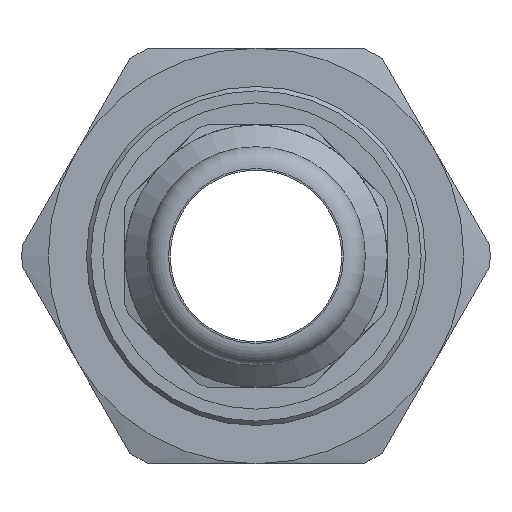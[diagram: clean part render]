
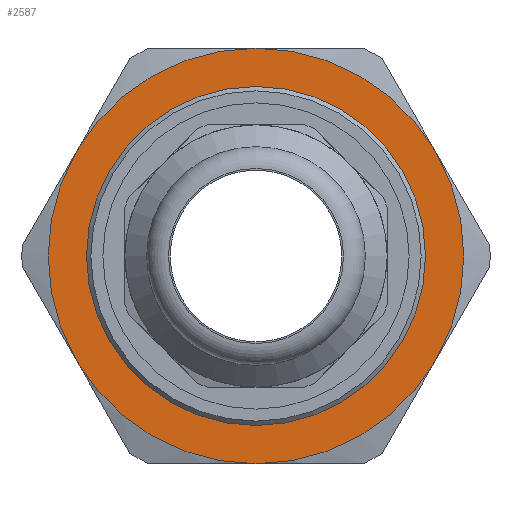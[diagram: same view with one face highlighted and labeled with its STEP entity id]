
A CAD part, left-side view. The second image highlights one B-rep face of the part: STEP entity #2587.
In plain terms, the highlighted planar face has unit normal (-1, 0, 0).
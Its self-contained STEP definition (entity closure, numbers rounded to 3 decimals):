
#1429=CARTESIAN_POINT('',(23.5,8.227,4.75));
#1430=VERTEX_POINT('',#1429);
#1513=CARTESIAN_POINT('',(23.5,8.227,-4.75));
#1514=VERTEX_POINT('',#1513);
#1597=CARTESIAN_POINT('',(23.5,0.,-9.5));
#1598=VERTEX_POINT('',#1597);
#1681=CARTESIAN_POINT('',(23.5,-8.227,-4.75));
#1682=VERTEX_POINT('',#1681);
#1765=CARTESIAN_POINT('',(23.5,-8.227,4.75));
#1766=VERTEX_POINT('',#1765);
#2126=CARTESIAN_POINT('',(23.5,0.0,9.5));
#2127=VERTEX_POINT('',#2126);
#2128=CARTESIAN_POINT('',(23.5,0.0,0.0));
#2129=DIRECTION('',(1.0,0.0,0.0));
#2130=DIRECTION('',(0.0,1.0,0.0));
#2131=AXIS2_PLACEMENT_3D('',#2128,#2129,#2130);
#2132=CIRCLE('',#2131,9.5);
#2133=EDGE_CURVE('',#1430,#2127,#2132,.T.);
#2172=CARTESIAN_POINT('',(23.5,0.0,0.0));
#2173=DIRECTION('',(1.0,0.0,0.0));
#2174=DIRECTION('',(0.0,1.0,0.0));
#2175=AXIS2_PLACEMENT_3D('',#2172,#2173,#2174);
#2176=CIRCLE('',#2175,9.5);
#2177=EDGE_CURVE('',#2127,#1766,#2176,.T.);
#2190=CARTESIAN_POINT('',(23.5,0.0,0.0));
#2191=DIRECTION('',(1.0,0.0,0.0));
#2192=DIRECTION('',(0.0,1.0,0.0));
#2193=AXIS2_PLACEMENT_3D('',#2190,#2191,#2192);
#2194=CIRCLE('',#2193,9.5);
#2195=EDGE_CURVE('',#1766,#1682,#2194,.T.);
#2208=CARTESIAN_POINT('',(23.5,0.0,0.0));
#2209=DIRECTION('',(1.0,0.0,0.0));
#2210=DIRECTION('',(0.0,1.0,0.0));
#2211=AXIS2_PLACEMENT_3D('',#2208,#2209,#2210);
#2212=CIRCLE('',#2211,9.5);
#2213=EDGE_CURVE('',#1682,#1598,#2212,.T.);
#2226=CARTESIAN_POINT('',(23.5,0.0,0.0));
#2227=DIRECTION('',(1.0,0.0,0.0));
#2228=DIRECTION('',(0.0,1.0,0.0));
#2229=AXIS2_PLACEMENT_3D('',#2226,#2227,#2228);
#2230=CIRCLE('',#2229,9.5);
#2231=EDGE_CURVE('',#1598,#1514,#2230,.T.);
#2550=CARTESIAN_POINT('',(23.5,7.,0.0));
#2551=VERTEX_POINT('',#2550);
#2552=CARTESIAN_POINT('',(23.5,0.0,0.0));
#2553=DIRECTION('',(1.0,0.0,0.0));
#2554=DIRECTION('',(0.0,1.0,0.0));
#2555=AXIS2_PLACEMENT_3D('',#2552,#2553,#2554);
#2556=CIRCLE('',#2555,7.);
#2557=EDGE_CURVE('',#2551,#2551,#2556,.T.);
#2565=CARTESIAN_POINT('',(23.5,8.25,0.0));
#2566=DIRECTION('',(-1.0,0.0,0.0));
#2567=DIRECTION('',(0.0,0.0,1.0));
#2568=AXIS2_PLACEMENT_3D('',#2565,#2566,#2567);
#2569=PLANE('',#2568);
#2570=ORIENTED_EDGE('',*,*,#2177,.F.);
#2571=ORIENTED_EDGE('',*,*,#2133,.F.);
#2572=CARTESIAN_POINT('',(23.5,0.0,0.0));
#2573=DIRECTION('',(1.0,0.0,0.0));
#2574=DIRECTION('',(0.0,1.0,0.0));
#2575=AXIS2_PLACEMENT_3D('',#2572,#2573,#2574);
#2576=CIRCLE('',#2575,9.5);
#2577=EDGE_CURVE('',#1514,#1430,#2576,.T.);
#2578=ORIENTED_EDGE('',*,*,#2577,.F.);
#2579=ORIENTED_EDGE('',*,*,#2231,.F.);
#2580=ORIENTED_EDGE('',*,*,#2213,.F.);
#2581=ORIENTED_EDGE('',*,*,#2195,.F.);
#2582=EDGE_LOOP('',(#2570,#2571,#2578,#2579,#2580,#2581));
#2583=FACE_OUTER_BOUND('',#2582,.T.);
#2584=ORIENTED_EDGE('',*,*,#2557,.T.);
#2585=EDGE_LOOP('',(#2584));
#2586=FACE_BOUND('',#2585,.T.);
#2587=ADVANCED_FACE('',(#2583,#2586),#2569,.T.);
